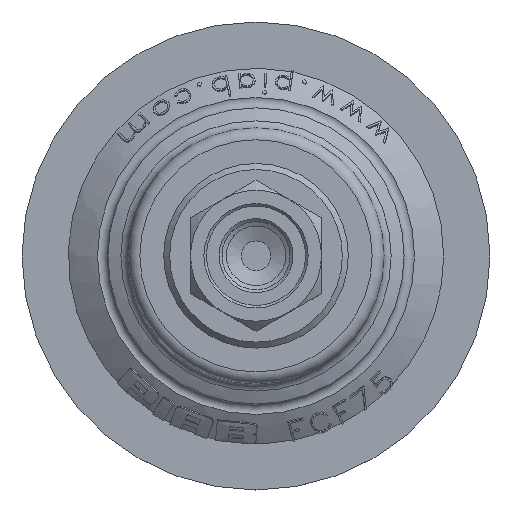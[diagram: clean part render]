
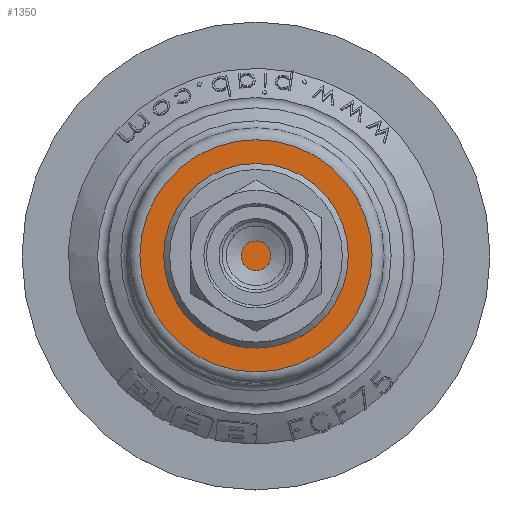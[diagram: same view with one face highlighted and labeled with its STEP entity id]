
A CAD part, top view. The second image highlights one B-rep face of the part: STEP entity #1350.
In plain terms, the highlighted planar face has unit normal (0, 0, 1).
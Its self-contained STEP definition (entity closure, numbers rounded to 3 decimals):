
#1350 = ADVANCED_FACE( '', ( #3410 ), #3411, .F. );
#3410 = FACE_OUTER_BOUND( '', #6412, .T. );
#3411 = PLANE( '', #6413 );
#6412 = EDGE_LOOP( '', ( #10693 ) );
#6413 = AXIS2_PLACEMENT_3D( '', #10694, #10695, #10696 );
#10693 = ORIENTED_EDGE( '', *, *, #18876, .T. );
#10694 = CARTESIAN_POINT( '', ( 0., -15.5, 0.5 ) );
#10695 = DIRECTION( '', ( 0., 0., -1. ) );
#10696 = DIRECTION( '', ( -1., 0., 0. ) );
#18876 = EDGE_CURVE( '', #22827, #22827, #22828, .F. );
#22827 = VERTEX_POINT( '', #28902 );
#22828 = CIRCLE( '', #28903, 19.5 );
#28902 = CARTESIAN_POINT( '', ( -19.5, 0., 0.5 ) );
#28903 = AXIS2_PLACEMENT_3D( '', #37378, #37379, #37380 );
#37378 = CARTESIAN_POINT( '', ( 0., 0., 0.5 ) );
#37379 = DIRECTION( '', ( 0., 0., -1. ) );
#37380 = DIRECTION( '', ( -1., 0., 0. ) );
